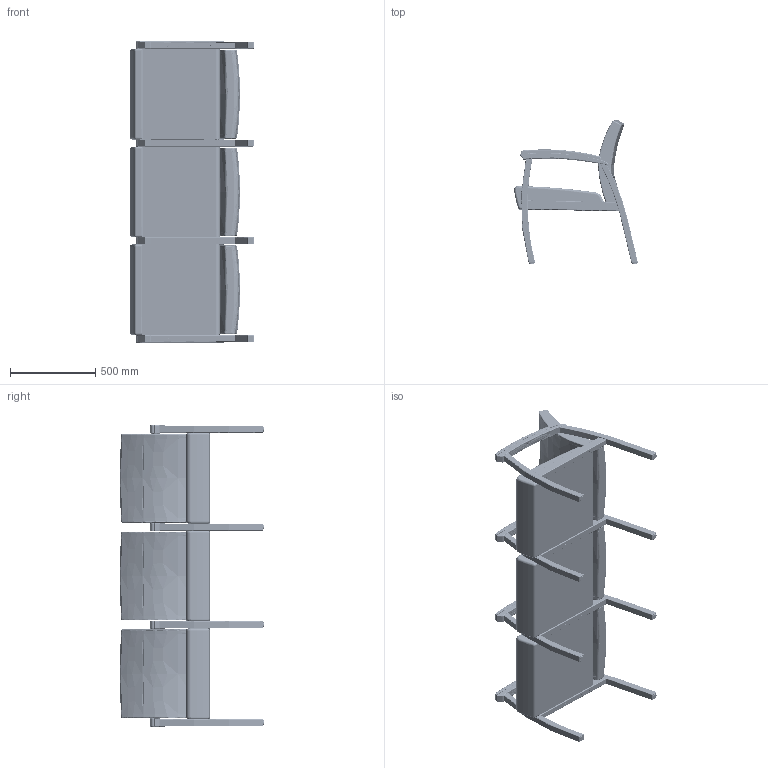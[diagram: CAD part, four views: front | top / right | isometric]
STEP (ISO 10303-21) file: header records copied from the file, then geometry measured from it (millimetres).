
FILE_DESCRIPTION(/* description */ ('INTERVENING ARM'),/* implementation_level */ '2;1');
FILE_NAME(/* name */ 'KOW30IU.stp',/* time_stamp */ '2016-02-22T13:12:01-05:00',/* author */ ('emerkel'),/* organization */ (''),/* preprocessor_version */ 'ST-DEVELOPER v16.1',/* originating_system */ 'Autodesk Inventor 2016',/* authorisation */ '');
FILE_SCHEMA (('AUTOMOTIVE_DESIGN { 1 0 10303 214 3 1 1 }'));
Products named in the file (18): KOW10 ARMI; KOW10 ARML; KOT10 USEAT; KOT10 BACK NEW; KOW10 ARMR; STU1X1.5X21_Welds; STU1X1.5X21; STUBE PLT-4; U-CHANNEL FOR STUBE; STU1X1.5X21_1; STUBE KOW10_Welds; STUBE KOW10; STUBE PLATE KOW10; STUBE KOW10_1; 1420X.75 PSHPB; GLIDE APFAA06-1; KOW10 MAC BLK; KOW30IU
Assembly tree (86 placements, depth 3):
  KOW30IU
    KOW10 ARMI  x2
    KOW10 ARML
    KOT10 USEAT  x3
    KOT10 BACK NEW  x3
    KOW10 ARMR
    STU1X1.5X21_1  x3
      STU1X1.5X21_Welds
      STU1X1.5X21
      STUBE PLT-4
      U-CHANNEL FOR STUBE
    STUBE KOW10_1  x3
      STUBE KOW10_Welds
      STUBE KOW10
      STUBE PLATE KOW10
    1420X.75 PSHPB  x48
    GLIDE APFAA06-1  x8
    KOW10 MAC BLK  x4
Bounding box: 725.91 x 844.86 x 1772.16 mm (x, y, z)
Volume: 172459067.9 mm3; surface area: 7220462.3 mm2
Topology: 244 solids, 244 shells, 5486 faces, 13502 edges, 8698 vertices
Faces by surface type: plane 2107, cylinder 1564, cone 812, bspline 505, torus 422, sphere 76
Full cylindrical faces by diameter (mm): 6.35 x140, 7.938 x36, 8.733 x72, 9.5 x608, 9.525 x54, 9.922 x8, 10.77 x8, 12.497 x48, 12.7 x12, 16.002 x8, 19.05 x8, 28.575 x8
Entity records: 119553 total; most frequent: CARTESIAN_POINT 88043, DIRECTION 6232, ORIENTED_EDGE 5724, EDGE_CURVE 2862, AXIS2_PLACEMENT_3D 2660, VERTEX_POINT 1910, EDGE_LOOP 1900, FACE_OUTER_BOUND 1417
